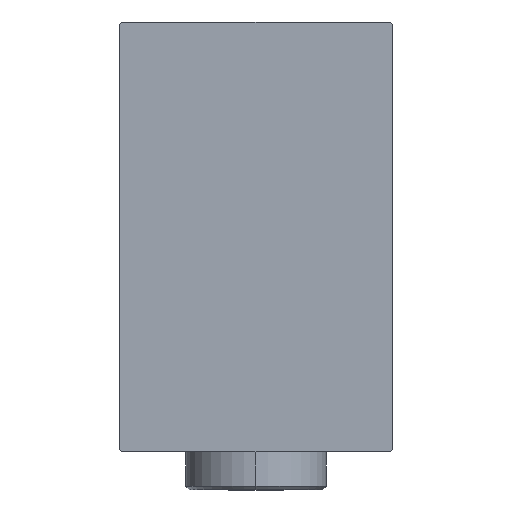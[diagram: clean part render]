
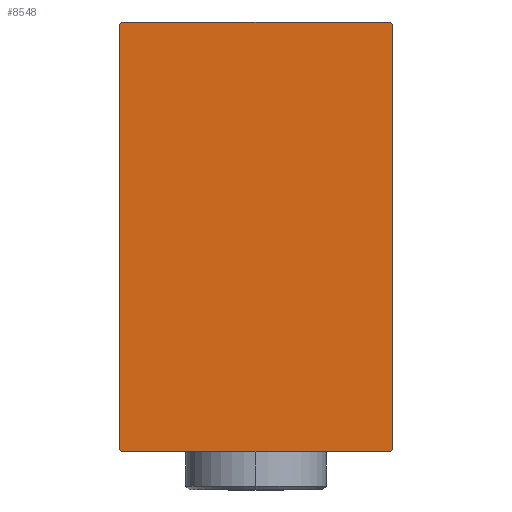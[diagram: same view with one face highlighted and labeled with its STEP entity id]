
A CAD part, left-side view. The second image highlights one B-rep face of the part: STEP entity #8548.
In plain terms, the highlighted face is planar.
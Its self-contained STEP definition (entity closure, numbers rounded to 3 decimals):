
#4031 = EDGE_CURVE ( 'NONE', #26367, #13014, #16416, .T. ) ;
#7312 = LINE ( 'NONE', #34780, #8792 ) ;
#7489 = DIRECTION ( 'NONE',  ( 0., 0.707, -0.707 ) ) ;
#7701 = LINE ( 'NONE', #20863, #43772 ) ;
#7973 = LINE ( 'NONE', #14662, #42417 ) ;
#8376 = LINE ( 'NONE', #22433, #27977 ) ;
#8489 = DIRECTION ( 'NONE',  ( 0., 0., -1. ) ) ;
#8502 = CARTESIAN_POINT ( 'NONE',  ( 56., 17.5, -27.2 ) ) ;
#8548 = ADVANCED_FACE ( 'NONE', ( #16067 ), #39109, .T. ) ;
#8792 = VECTOR ( 'NONE', #17783, 1000. ) ;
#8879 = AXIS2_PLACEMENT_3D ( 'NONE', #18750, #32381, #8489 ) ;
#9256 = CARTESIAN_POINT ( 'NONE',  ( 56., -17.2, 27.5 ) ) ;
#9658 = EDGE_CURVE ( 'NONE', #20431, #26367, #7973, .T. ) ;
#11110 = DIRECTION ( 'NONE',  ( 0., -1., 0. ) ) ;
#11304 = CARTESIAN_POINT ( 'NONE',  ( 56., -17.5, -27.5 ) ) ;
#11564 = DIRECTION ( 'NONE',  ( 0., -0.707, 0.707 ) ) ;
#11581 = VECTOR ( 'NONE', #43904, 1000. ) ;
#11801 = ORIENTED_EDGE ( 'NONE', *, *, #9658, .T. ) ;
#12004 = LINE ( 'NONE', #31670, #27169 ) ;
#13014 = VERTEX_POINT ( 'NONE', #21812 ) ;
#13395 = ORIENTED_EDGE ( 'NONE', *, *, #4031, .T. ) ;
#14028 = CARTESIAN_POINT ( 'NONE',  ( 56., 17.2, -27.5 ) ) ;
#14662 = CARTESIAN_POINT ( 'NONE',  ( 56., 17.5, 27.5 ) ) ;
#14928 = EDGE_CURVE ( 'NONE', #17357, #20431, #12004, .T. ) ;
#16067 = FACE_OUTER_BOUND ( 'NONE', #38446, .T. ) ;
#16416 = LINE ( 'NONE', #30264, #11581 ) ;
#17298 = EDGE_CURVE ( 'NONE', #39519, #27672, #19053, .T. ) ;
#17357 = VERTEX_POINT ( 'NONE', #23066 ) ;
#17783 = DIRECTION ( 'NONE',  ( 0., 0., 1. ) ) ;
#17953 = EDGE_CURVE ( 'NONE', #13014, #31275, #8376, .T. ) ;
#17984 = DIRECTION ( 'NONE',  ( 0., 1., 0. ) ) ;
#18750 = CARTESIAN_POINT ( 'NONE',  ( 56., 0., 0. ) ) ;
#19053 = LINE ( 'NONE', #42962, #43674 ) ;
#20431 = VERTEX_POINT ( 'NONE', #29308 ) ;
#20523 = VECTOR ( 'NONE', #17984, 1000. ) ;
#20863 = CARTESIAN_POINT ( 'NONE',  ( 56., -22.35, -22.35 ) ) ;
#20904 = LINE ( 'NONE', #11304, #20523 ) ;
#21095 = EDGE_CURVE ( 'NONE', #27672, #17357, #7312, .T. ) ;
#21812 = CARTESIAN_POINT ( 'NONE',  ( 56., -17.5, 27.2 ) ) ;
#22187 = EDGE_CURVE ( 'NONE', #31275, #33298, #7701, .T. ) ;
#22433 = CARTESIAN_POINT ( 'NONE',  ( 56., -17.5, 27.5 ) ) ;
#23066 = CARTESIAN_POINT ( 'NONE',  ( 56., 17.5, 27.2 ) ) ;
#23322 = ORIENTED_EDGE ( 'NONE', *, *, #21095, .T. ) ;
#25114 = ORIENTED_EDGE ( 'NONE', *, *, #41787, .T. ) ;
#26367 = VERTEX_POINT ( 'NONE', #9256 ) ;
#27169 = VECTOR ( 'NONE', #11564, 1000. ) ;
#27672 = VERTEX_POINT ( 'NONE', #8502 ) ;
#27977 = VECTOR ( 'NONE', #36080, 1000. ) ;
#29308 = CARTESIAN_POINT ( 'NONE',  ( 56., 17.2, 27.5 ) ) ;
#29712 = ORIENTED_EDGE ( 'NONE', *, *, #17298, .T. ) ;
#30264 = CARTESIAN_POINT ( 'NONE',  ( 56., -22.35, 22.35 ) ) ;
#30866 = ORIENTED_EDGE ( 'NONE', *, *, #14928, .T. ) ;
#31275 = VERTEX_POINT ( 'NONE', #42027 ) ;
#31670 = CARTESIAN_POINT ( 'NONE',  ( 56., 22.35, 22.35 ) ) ;
#31934 = CARTESIAN_POINT ( 'NONE',  ( 56., -17.2, -27.5 ) ) ;
#32381 = DIRECTION ( 'NONE',  ( 1., 0., 0. ) ) ;
#33298 = VERTEX_POINT ( 'NONE', #31934 ) ;
#34780 = CARTESIAN_POINT ( 'NONE',  ( 56., 17.5, -27.5 ) ) ;
#36080 = DIRECTION ( 'NONE',  ( 0., 0., -1. ) ) ;
#36120 = ORIENTED_EDGE ( 'NONE', *, *, #17953, .T. ) ;
#38446 = EDGE_LOOP ( 'NONE', ( #25114, #29712, #23322, #30866, #11801, #13395, #36120, #41325 ) ) ;
#39109 = PLANE ( 'NONE',  #8879 ) ;
#39519 = VERTEX_POINT ( 'NONE', #14028 ) ;
#40497 = DIRECTION ( 'NONE',  ( 0., 0.707, 0.707 ) ) ;
#41325 = ORIENTED_EDGE ( 'NONE', *, *, #22187, .T. ) ;
#41787 = EDGE_CURVE ( 'NONE', #33298, #39519, #20904, .T. ) ;
#42027 = CARTESIAN_POINT ( 'NONE',  ( 56., -17.5, -27.2 ) ) ;
#42417 = VECTOR ( 'NONE', #11110, 1000. ) ;
#42962 = CARTESIAN_POINT ( 'NONE',  ( 56., 22.35, -22.35 ) ) ;
#43674 = VECTOR ( 'NONE', #40497, 1000. ) ;
#43772 = VECTOR ( 'NONE', #7489, 1000. ) ;
#43904 = DIRECTION ( 'NONE',  ( 0., -0.707, -0.707 ) ) ;
